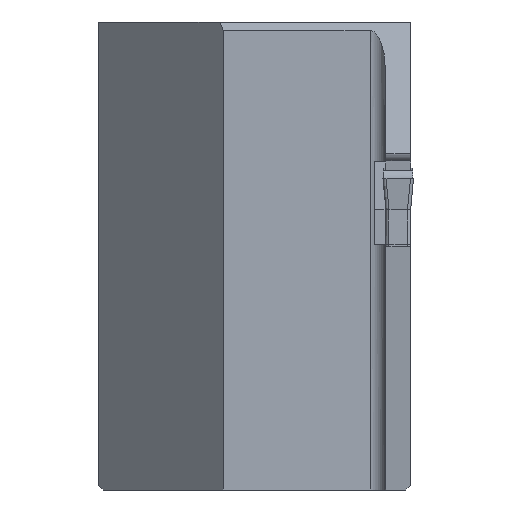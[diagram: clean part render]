
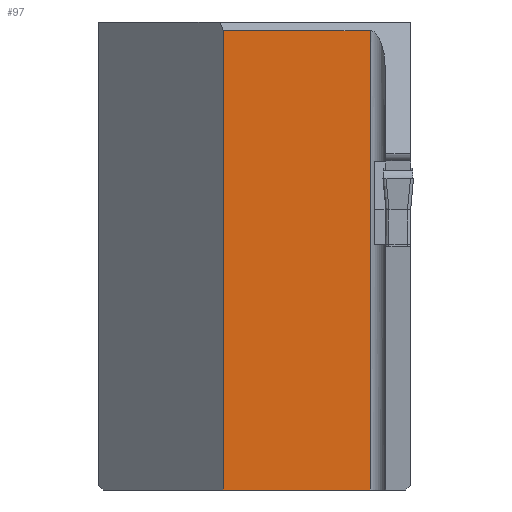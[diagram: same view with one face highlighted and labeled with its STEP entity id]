
A CAD part, left-side view. The second image highlights one B-rep face of the part: STEP entity #97.
In plain terms, the highlighted planar face has unit normal (-1, 0, 0).
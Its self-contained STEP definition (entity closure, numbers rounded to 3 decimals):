
#97=ADVANCED_FACE('',(#214),#162,.T.);
#162=PLANE('',#1246);
#214=FACE_OUTER_BOUND('',#279,.T.);
#279=EDGE_LOOP('',(#376,#377,#378,#379));
#376=ORIENTED_EDGE('',*,*,#825,.T.);
#377=ORIENTED_EDGE('',*,*,#826,.T.);
#378=ORIENTED_EDGE('',*,*,#827,.T.);
#379=ORIENTED_EDGE('',*,*,#828,.T.);
#712=VERTEX_POINT('',#1735);
#713=VERTEX_POINT('',#1736);
#714=VERTEX_POINT('',#1738);
#715=VERTEX_POINT('',#1740);
#825=EDGE_CURVE('',#712,#713,#992,.T.);
#826=EDGE_CURVE('',#713,#714,#993,.T.);
#827=EDGE_CURVE('',#714,#715,#994,.T.);
#828=EDGE_CURVE('',#715,#712,#995,.T.);
#992=LINE('',#1734,#1129);
#993=LINE('',#1737,#1130);
#994=LINE('',#1739,#1131);
#995=LINE('',#1741,#1132);
#1129=VECTOR('',#1384,1.);
#1130=VECTOR('',#1385,1.);
#1131=VECTOR('',#1386,1.);
#1132=VECTOR('',#1387,1.);
#1246=AXIS2_PLACEMENT_3D('',#1742,#1388,#1389);
#1384=DIRECTION('',(0.,0.,1.));
#1385=DIRECTION('',(0.,1.,0.));
#1386=DIRECTION('',(0.,0.,-1.));
#1387=DIRECTION('',(0.,-1.,0.));
#1388=DIRECTION('',(-1.,0.,0.));
#1389=DIRECTION('',(0.,0.,1.));
#1734=CARTESIAN_POINT('',(9.,-17.418,10.));
#1735=CARTESIAN_POINT('',(9.,-17.418,-20.));
#1736=CARTESIAN_POINT('',(9.,-17.418,9.451));
#1737=CARTESIAN_POINT('',(9.,-5.018,9.451));
#1738=CARTESIAN_POINT('',(9.,-8.,9.451));
#1739=CARTESIAN_POINT('',(9.,-8.,-30.));
#1740=CARTESIAN_POINT('',(9.,-8.,-20.));
#1741=CARTESIAN_POINT('',(9.,11.582,-20.));
#1742=CARTESIAN_POINT('',(9.,11.582,10.));
